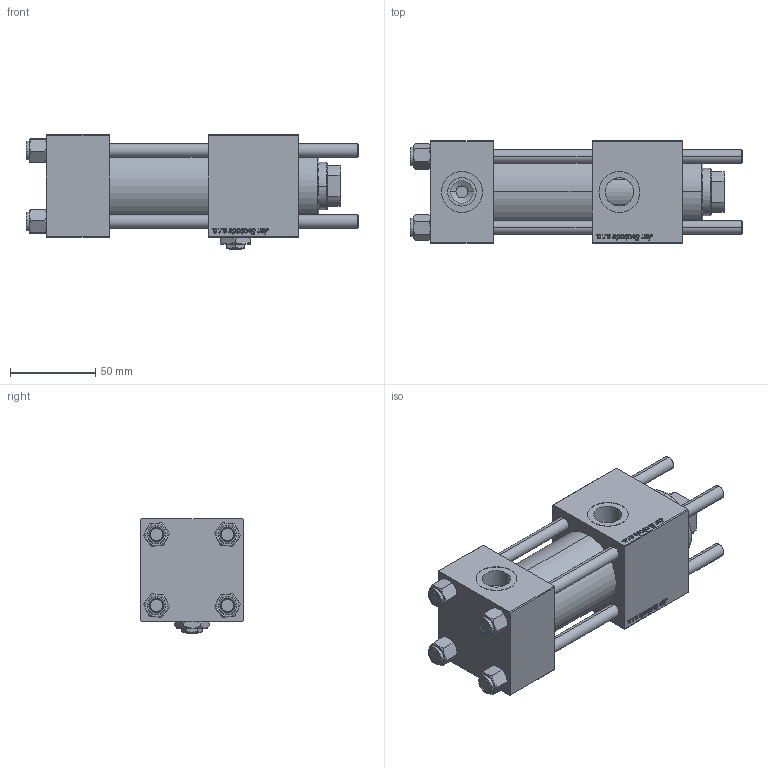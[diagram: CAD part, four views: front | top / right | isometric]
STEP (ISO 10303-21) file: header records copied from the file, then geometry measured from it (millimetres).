
FILE_DESCRIPTION (( 'STEP AP203' ), '1' );
FILE_NAME ('927f.STEP', '2024-07-12T07:38:34', ( '' ), ( '' ), 'SwSTEP 2.0', 'SolidWorks 2019', '' );
FILE_SCHEMA (( 'CONFIG_CONTROL_DESIGN' ));
Length unit declared in the file: millimetre
Products named in the file (7): Zatka_pro_OIL_PORT 92ce55d2bb929d1a9808eaf647ae1781; V215CR_B_TYCINKA 92ce55d2bb929d1a9808eaf647ae1781; V215CR_B-1 92ce55d2bb929d1a9808eaf647ae1781; NUT_M5_B 92ce55d2bb929d1a9808eaf647ae1781; V215_VC_A 92ce55d2bb929d1a9808eaf647ae1781; V215CR_VCP_B 92ce55d2bb929d1a9808eaf647ae1781; 927f
Assembly tree (12 placements, depth 2):
  927f
    V215CR_B-1 92ce55d2bb929d1a9808eaf647ae1781
    V215CR_VCP_B 92ce55d2bb929d1a9808eaf647ae1781
    NUT_M5_B 92ce55d2bb929d1a9808eaf647ae1781  x4
    V215CR_B_TYCINKA 92ce55d2bb929d1a9808eaf647ae1781  x4
    V215_VC_A 92ce55d2bb929d1a9808eaf647ae1781
    Zatka_pro_OIL_PORT 92ce55d2bb929d1a9808eaf647ae1781
Bounding box: 195 x 60 x 67 mm (x, y, z)
Volume: 433683.8 mm3; surface area: 121122.9 mm2
Topology: 12 solids, 12 shells, 1207 faces, 3052 edges, 1977 vertices
Faces by surface type: bspline 504, plane 457, cone 156, cylinder 82, torus 8
Entity records: 58567 total; most frequent: CARTESIAN_POINT 34618, ORIENTED_EDGE 5596, DIRECTION 3122, EDGE_CURVE 2798, VERTEX_POINT 1833, VECTOR 1484, LINE 1484, EDGE_LOOP 1215
